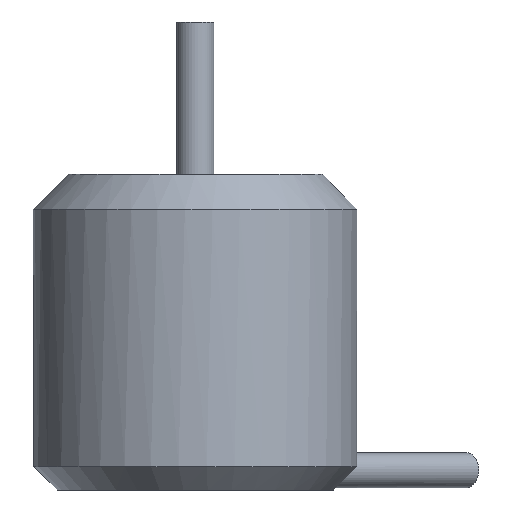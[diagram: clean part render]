
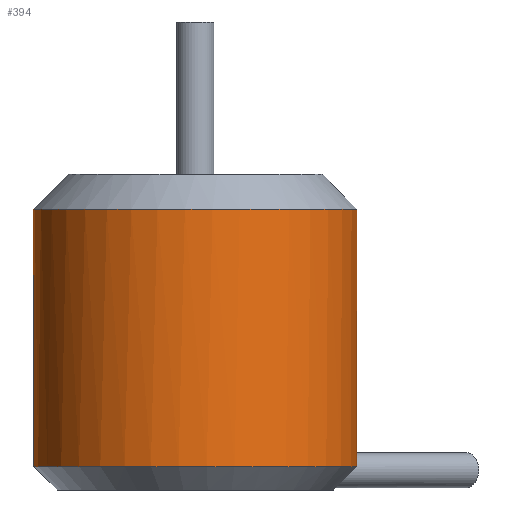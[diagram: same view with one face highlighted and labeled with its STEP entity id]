
A CAD part, left-side view. The second image highlights one B-rep face of the part: STEP entity #394.
In plain terms, the highlighted cylindrical face has radius 13.85 mm (diameter 27.7 mm), a full revolution.
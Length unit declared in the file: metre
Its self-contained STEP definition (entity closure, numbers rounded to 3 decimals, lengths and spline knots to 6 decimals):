
#52=CYLINDRICAL_SURFACE('',#441,0.01385);
#61=CIRCLE('',#437,0.01385);
#62=CIRCLE('',#439,0.01385);
#64=CIRCLE('',#442,0.01385);
#65=CIRCLE('',#443,0.01385);
#99=ORIENTED_EDGE('',*,*,#203,.T.);
#100=ORIENTED_EDGE('',*,*,#204,.F.);
#101=ORIENTED_EDGE('',*,*,#193,.T.);
#102=ORIENTED_EDGE('',*,*,#205,.F.);
#103=ORIENTED_EDGE('',*,*,#206,.T.);
#104=ORIENTED_EDGE('',*,*,#207,.F.);
#105=ORIENTED_EDGE('',*,*,#191,.T.);
#191=EDGE_CURVE('',#244,#243,#61,.T.);
#193=EDGE_CURVE('',#245,#246,#62,.T.);
#203=EDGE_CURVE('',#254,#254,#64,.F.);
#204=EDGE_CURVE('',#245,#243,#290,.T.);
#205=EDGE_CURVE('',#255,#246,#291,.T.);
#206=EDGE_CURVE('',#255,#256,#65,.T.);
#207=EDGE_CURVE('',#244,#256,#292,.T.);
#243=VERTEX_POINT('',#626);
#244=VERTEX_POINT('',#628);
#245=VERTEX_POINT('',#635);
#246=VERTEX_POINT('',#636);
#254=VERTEX_POINT('',#679);
#255=VERTEX_POINT('',#693);
#256=VERTEX_POINT('',#695);
#290=B_SPLINE_CURVE_WITH_KNOTS('',3,(#680,#681,#682,#683,#684,#685,#686),
 .UNSPECIFIED.,.F.,.F.,(4,1,1,1,4),(0.,0.00103,0.002059,
0.003089,0.004118),.UNSPECIFIED.);
#291=B_SPLINE_CURVE_WITH_KNOTS('',3,(#687,#688,#689,#690,#691,#692),
 .UNSPECIFIED.,.F.,.F.,(4,1,1,4),(0.,0.001035,0.00207,
0.00414),.UNSPECIFIED.);
#292=B_SPLINE_CURVE_WITH_KNOTS('',3,(#696,#697,#698,#699,#700,#701,#702),
 .UNSPECIFIED.,.F.,.F.,(4,1,1,1,4),(0.,0.001014,0.002028,
0.003042,0.004056),.UNSPECIFIED.);
#298=EDGE_LOOP('',(#99));
#299=EDGE_LOOP('',(#100,#101,#102,#103,#104,#105));
#344=FACE_BOUND('',#298,.T.);
#345=FACE_BOUND('',#299,.T.);
#394=ADVANCED_FACE('',(#344,#345),#52,.T.);
#437=AXIS2_PLACEMENT_3D('',#627,#495,#496);
#439=AXIS2_PLACEMENT_3D('',#634,#499,#500);
#441=AXIS2_PLACEMENT_3D('',#677,#503,#504);
#442=AXIS2_PLACEMENT_3D('',#678,#505,#506);
#443=AXIS2_PLACEMENT_3D('',#694,#507,#508);
#495=DIRECTION('',(0.,0.,1.));
#496=DIRECTION('',(1.,0.,0.));
#499=DIRECTION('',(0.,0.,1.));
#500=DIRECTION('',(1.,0.,0.));
#503=DIRECTION('',(0.,0.,-1.));
#504=DIRECTION('',(-1.,0.,0.));
#505=DIRECTION('',(0.,0.,1.));
#506=DIRECTION('',(1.,0.,0.));
#507=DIRECTION('',(0.,0.,1.));
#508=DIRECTION('',(1.,0.,0.));
#626=CARTESIAN_POINT('',(0.010911,-0.00853,0.002));
#627=CARTESIAN_POINT('',(0.,0.,0.002));
#628=CARTESIAN_POINT('',(0.010667,-0.008834,0.002));
#634=CARTESIAN_POINT('',(0.,0.,0.002));
#635=CARTESIAN_POINT('',(0.012497,-0.005971,0.002));
#636=CARTESIAN_POINT('',(0.005598,-0.012668,0.002));
#677=CARTESIAN_POINT('',(0.,0.,0.027));
#678=CARTESIAN_POINT('',(0.,0.,0.024));
#679=CARTESIAN_POINT('',(0.01385,0.,0.024));
#680=CARTESIAN_POINT('',(0.012497,-0.005971,0.002));
#681=CARTESIAN_POINT('',(0.012463,-0.006042,0.00234));
#682=CARTESIAN_POINT('',(0.012289,-0.006407,0.002942));
#683=CARTESIAN_POINT('',(0.011784,-0.007306,0.003299));
#684=CARTESIAN_POINT('',(0.011199,-0.008164,0.002954));
#685=CARTESIAN_POINT('',(0.010957,-0.008471,0.00234));
#686=CARTESIAN_POINT('',(0.010911,-0.00853,0.002));
#687=CARTESIAN_POINT('',(0.008223,-0.011145,0.002));
#688=CARTESIAN_POINT('',(0.008163,-0.011189,0.002342));
#689=CARTESIAN_POINT('',(0.007845,-0.011424,0.002957));
#690=CARTESIAN_POINT('',(0.006667,-0.012181,0.003417));
#691=CARTESIAN_POINT('',(0.005743,-0.012604,0.002682));
#692=CARTESIAN_POINT('',(0.005598,-0.012668,0.002));
#693=CARTESIAN_POINT('',(0.008223,-0.011145,0.002));
#694=CARTESIAN_POINT('',(0.,0.,0.002));
#695=CARTESIAN_POINT('',(0.008568,-0.010881,0.002));
#696=CARTESIAN_POINT('',(0.010667,-0.008834,0.002));
#697=CARTESIAN_POINT('',(0.010621,-0.00889,0.002335));
#698=CARTESIAN_POINT('',(0.01038,-0.009182,0.002941));
#699=CARTESIAN_POINT('',(0.009682,-0.009924,0.003303));
#700=CARTESIAN_POINT('',(0.008923,-0.010603,0.002939));
#701=CARTESIAN_POINT('',(0.008626,-0.010836,0.002335));
#702=CARTESIAN_POINT('',(0.008568,-0.010881,0.002));
